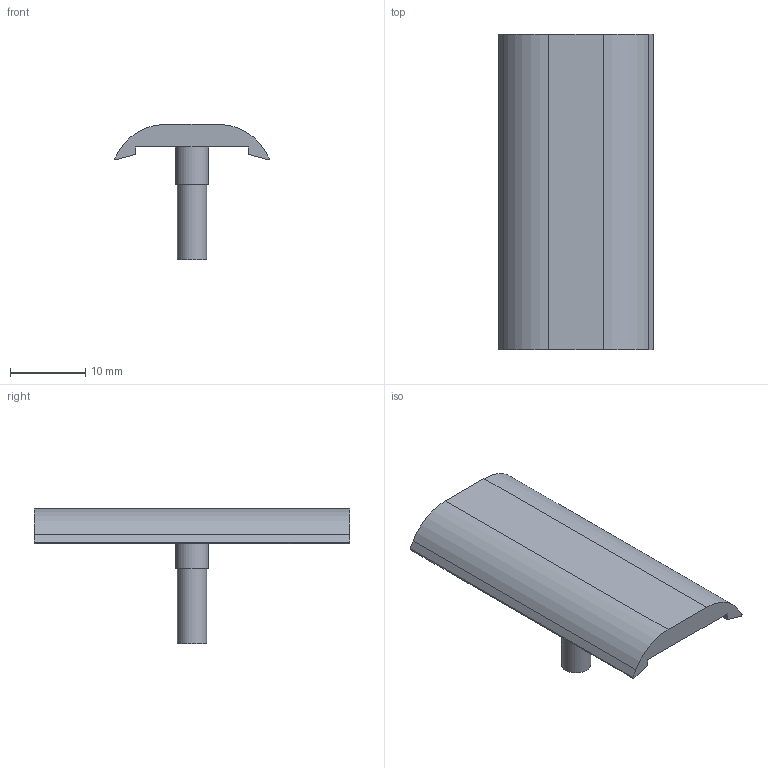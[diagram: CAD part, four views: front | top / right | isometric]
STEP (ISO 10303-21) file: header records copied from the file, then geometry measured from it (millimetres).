
FILE_DESCRIPTION(/* description */ (''),/* implementation_level */ '2;1');
FILE_NAME(/* name */ 'fdabdc84-a4d3-41bb-b000-5183e11bca24.stp',/* time_stamp */ '2025-08-07T01:14:11Z',/* author */ (''),/* organization */ (''),/* preprocessor_version */ 'ST-DEVELOPER v20.1',/* originating_system */ 'Autodesk Translation Framework v14.10.0.0',/* authorisation */ '');
FILE_SCHEMA (('AUTOMOTIVE_DESIGN { 1 0 10303 214 3 1 1 }'));
Length unit declared in the file: millimetre
Products named in the file (2): safetyRazor; razorTop
Assembly tree (1 placements, depth 2):
  safetyRazor
    razorTop
Bounding box: 20.59 x 42 x 18 mm (x, y, z)
Volume: 2316.6 mm3; surface area: 2361.3 mm2
Topology: 1 solids, 1 shells, 28 faces, 66 edges, 44 vertices
Faces by surface type: plane 16, cylinder 8, bspline 4
Full cylindrical faces by diameter (mm): 3.908 x1, 4.41 x1
Entity records: 1065 total; most frequent: CARTESIAN_POINT 385, ORIENTED_EDGE 132, DIRECTION 124, EDGE_CURVE 66, VERTEX_POINT 44, AXIS2_PLACEMENT_3D 43, LINE 38, VECTOR 38
